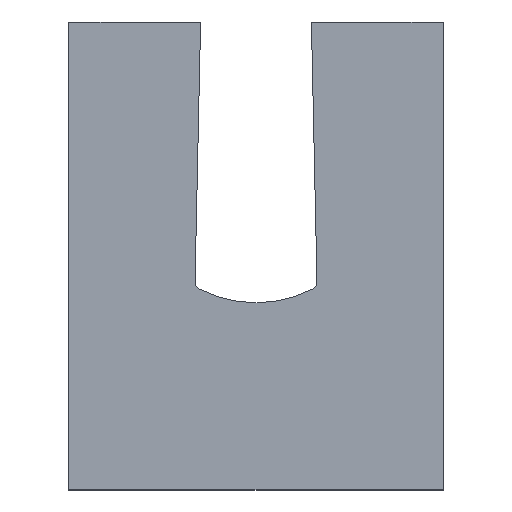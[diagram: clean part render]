
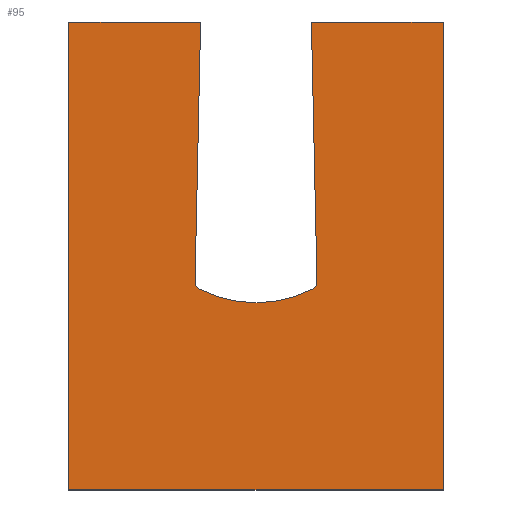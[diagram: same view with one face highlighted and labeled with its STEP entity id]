
A CAD part, top view. The second image highlights one B-rep face of the part: STEP entity #95.
In plain terms, the highlighted planar face has unit normal (0, 0, 1).
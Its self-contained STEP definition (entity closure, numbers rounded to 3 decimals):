
#2 = LINE ( 'NONE', #140, #22 ) ;
#5 = EDGE_CURVE ( 'NONE', #166, #210, #258, .T. ) ;
#10 = VERTEX_POINT ( 'NONE', #186 ) ;
#15 = CARTESIAN_POINT ( 'NONE',  ( 32.269, 0.691, 10. ) ) ;
#16 = VERTEX_POINT ( 'NONE', #37 ) ;
#18 = CARTESIAN_POINT ( 'NONE',  ( -28.585, -14.085, 10. ) ) ;
#22 = VECTOR ( 'NONE', #145, 1000. ) ;
#28 = VERTEX_POINT ( 'NONE', #430 ) ;
#37 = CARTESIAN_POINT ( 'NONE',  ( -32.584, -13.999, 10. ) ) ;
#38 = EDGE_CURVE ( 'NONE', #166, #161, #56, .T. ) ;
#40 = CIRCLE ( 'NONE', #48, 4. ) ;
#48 = AXIS2_PLACEMENT_3D ( 'NONE', #18, #244, #274 ) ;
#53 = CARTESIAN_POINT ( 'NONE',  ( -32.585, -14.085, 10. ) ) ;
#54 = CIRCLE ( 'NONE', #229, 66.539 ) ;
#55 = AXIS2_PLACEMENT_3D ( 'NONE', #362, #111, #323 ) ;
#56 = LINE ( 'NONE', #433, #165 ) ;
#57 = CARTESIAN_POINT ( 'NONE',  ( -100., 125., 10. ) ) ;
#62 = EDGE_CURVE ( 'NONE', #216, #195, #113, .T. ) ;
#63 = EDGE_CURVE ( 'NONE', #16, #315, #279, .T. ) ;
#65 = FACE_OUTER_BOUND ( 'NONE', #267, .T. ) ;
#72 = VECTOR ( 'NONE', #130, 1000. ) ;
#76 = VECTOR ( 'NONE', #285, 1000. ) ;
#95 = ADVANCED_FACE ( 'NONE', ( #65 ), #325, .T. ) ;
#97 = ORIENTED_EDGE ( 'NONE', *, *, #413, .F. ) ;
#108 = CARTESIAN_POINT ( 'NONE',  ( 100., 0., 10. ) ) ;
#111 = DIRECTION ( 'NONE',  ( 0., 0., 1. ) ) ;
#113 = CIRCLE ( 'NONE', #340, 4. ) ;
#115 = CARTESIAN_POINT ( 'NONE',  ( 0., 125., 10. ) ) ;
#116 = ORIENTED_EDGE ( 'NONE', *, *, #38, .F. ) ;
#117 = CARTESIAN_POINT ( 'NONE',  ( -100., -125., 10. ) ) ;
#120 = CARTESIAN_POINT ( 'NONE',  ( 0., 125., 10. ) ) ;
#121 = LINE ( 'NONE', #115, #242 ) ;
#128 = VERTEX_POINT ( 'NONE', #436 ) ;
#129 = CARTESIAN_POINT ( 'NONE',  ( 100., -125., 10. ) ) ;
#130 = DIRECTION ( 'NONE',  ( 0.021, -1., 0. ) ) ;
#132 = CARTESIAN_POINT ( 'NONE',  ( 0., 41.539, 10. ) ) ;
#140 = CARTESIAN_POINT ( 'NONE',  ( -32.269, 0.691, 10. ) ) ;
#145 = DIRECTION ( 'NONE',  ( -0.021, -1., 0. ) ) ;
#156 = CARTESIAN_POINT ( 'NONE',  ( -28.585, -14.085, 10. ) ) ;
#161 = VERTEX_POINT ( 'NONE', #117 ) ;
#162 = ORIENTED_EDGE ( 'NONE', *, *, #193, .T. ) ;
#165 = VECTOR ( 'NONE', #327, 1000. ) ;
#166 = VERTEX_POINT ( 'NONE', #129 ) ;
#168 = CARTESIAN_POINT ( 'NONE',  ( 30.413, -17.643, 10. ) ) ;
#172 = DIRECTION ( 'NONE',  ( 1., 0., 0. ) ) ;
#186 = CARTESIAN_POINT ( 'NONE',  ( -30.413, -17.643, 10. ) ) ;
#193 = EDGE_CURVE ( 'NONE', #28, #195, #364, .T. ) ;
#194 = DIRECTION ( 'NONE',  ( -1., 0., 0. ) ) ;
#195 = VERTEX_POINT ( 'NONE', #373 ) ;
#197 = CARTESIAN_POINT ( 'NONE',  ( 100., 125., 10. ) ) ;
#210 = VERTEX_POINT ( 'NONE', #197 ) ;
#216 = VERTEX_POINT ( 'NONE', #168 ) ;
#223 = DIRECTION ( 'NONE',  ( 1., 0., 0. ) ) ;
#229 = AXIS2_PLACEMENT_3D ( 'NONE', #132, #459, #172 ) ;
#237 = ORIENTED_EDGE ( 'NONE', *, *, #383, .T. ) ;
#240 = EDGE_CURVE ( 'NONE', #210, #28, #121, .T. ) ;
#242 = VECTOR ( 'NONE', #194, 1000. ) ;
#244 = DIRECTION ( 'NONE',  ( 0., 0., 1. ) ) ;
#258 = LINE ( 'NONE', #108, #307 ) ;
#259 = DIRECTION ( 'NONE',  ( 0., 1., 0. ) ) ;
#267 = EDGE_LOOP ( 'NONE', ( #457, #462, #451, #395, #237, #97, #116, #376, #387, #162, #399 ) ) ;
#269 = DIRECTION ( 'NONE',  ( -1., 0., 0. ) ) ;
#274 = DIRECTION ( 'NONE',  ( 1., 0., 0. ) ) ;
#279 = CIRCLE ( 'NONE', #406, 4. ) ;
#285 = DIRECTION ( 'NONE',  ( 0., 1., 0. ) ) ;
#292 = DIRECTION ( 'NONE',  ( 0., 0., 1. ) ) ;
#296 = DIRECTION ( 'NONE',  ( 1., 0., 0. ) ) ;
#297 = CARTESIAN_POINT ( 'NONE',  ( 28.585, -14.085, 10. ) ) ;
#307 = VECTOR ( 'NONE', #259, 1000. ) ;
#311 = EDGE_CURVE ( 'NONE', #315, #10, #40, .T. ) ;
#315 = VERTEX_POINT ( 'NONE', #53 ) ;
#323 = DIRECTION ( 'NONE',  ( 1., 0., 0. ) ) ;
#324 = EDGE_CURVE ( 'NONE', #10, #216, #54, .T. ) ;
#325 = PLANE ( 'NONE',  #55 ) ;
#327 = DIRECTION ( 'NONE',  ( -1., 0., 0. ) ) ;
#340 = AXIS2_PLACEMENT_3D ( 'NONE', #297, #292, #296 ) ;
#352 = VERTEX_POINT ( 'NONE', #57 ) ;
#362 = CARTESIAN_POINT ( 'NONE',  ( 0., 0., 10. ) ) ;
#364 = LINE ( 'NONE', #15, #72 ) ;
#373 = CARTESIAN_POINT ( 'NONE',  ( 32.584, -13.999, 10. ) ) ;
#376 = ORIENTED_EDGE ( 'NONE', *, *, #5, .T. ) ;
#383 = EDGE_CURVE ( 'NONE', #128, #352, #445, .T. ) ;
#387 = ORIENTED_EDGE ( 'NONE', *, *, #240, .T. ) ;
#395 = ORIENTED_EDGE ( 'NONE', *, *, #456, .F. ) ;
#399 = ORIENTED_EDGE ( 'NONE', *, *, #62, .F. ) ;
#406 = AXIS2_PLACEMENT_3D ( 'NONE', #156, #469, #223 ) ;
#413 = EDGE_CURVE ( 'NONE', #161, #352, #414, .T. ) ;
#414 = LINE ( 'NONE', #472, #76 ) ;
#424 = VECTOR ( 'NONE', #269, 1000. ) ;
#430 = CARTESIAN_POINT ( 'NONE',  ( 29.606, 125., 10. ) ) ;
#433 = CARTESIAN_POINT ( 'NONE',  ( 0., -125., 10. ) ) ;
#436 = CARTESIAN_POINT ( 'NONE',  ( -29.606, 125., 10. ) ) ;
#445 = LINE ( 'NONE', #120, #424 ) ;
#451 = ORIENTED_EDGE ( 'NONE', *, *, #63, .F. ) ;
#456 = EDGE_CURVE ( 'NONE', #128, #16, #2, .T. ) ;
#457 = ORIENTED_EDGE ( 'NONE', *, *, #324, .F. ) ;
#459 = DIRECTION ( 'NONE',  ( 0., 0., 1. ) ) ;
#462 = ORIENTED_EDGE ( 'NONE', *, *, #311, .F. ) ;
#469 = DIRECTION ( 'NONE',  ( 0., 0., 1. ) ) ;
#472 = CARTESIAN_POINT ( 'NONE',  ( -100., 0., 10. ) ) ;
